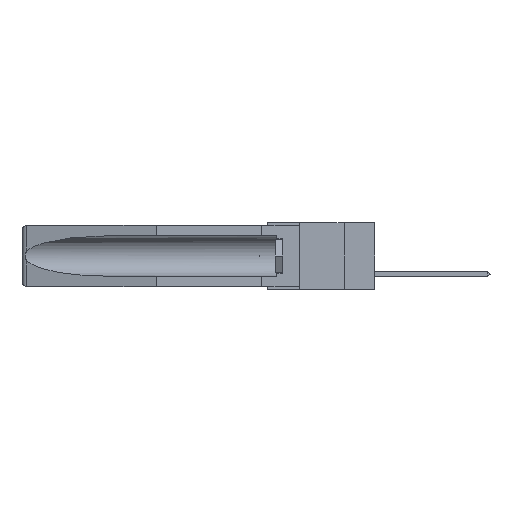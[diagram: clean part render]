
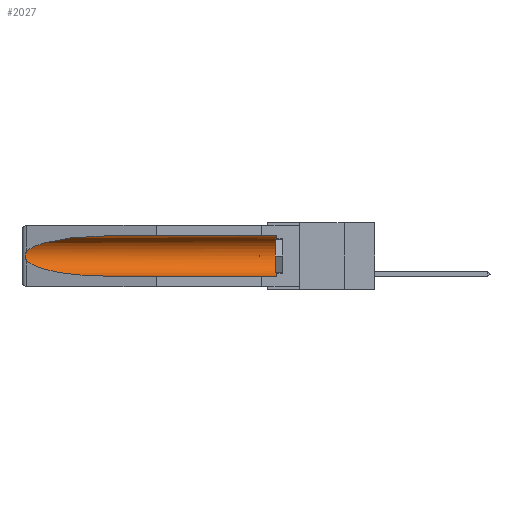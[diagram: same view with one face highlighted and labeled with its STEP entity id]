
A CAD part, left-side view. The second image highlights one B-rep face of the part: STEP entity #2027.
In plain terms, the highlighted cylindrical face has radius 2.857 mm (diameter 5.715 mm), a partial arc.
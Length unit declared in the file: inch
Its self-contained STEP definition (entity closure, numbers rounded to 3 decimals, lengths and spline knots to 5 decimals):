
#292 = CARTESIAN_POINT ( 'NONE',  ( 0.21114, 1.30732, -0.059 ) ) ;
#304 = LINE ( 'NONE', #29741, #30147 ) ;
#1799 = CARTESIAN_POINT ( 'NONE',  ( 0.155, 1.07973, -0.284 ) ) ;
#2027 = ADVANCED_FACE ( 'NONE', ( #30449 ), #32916, .F. ) ;
#2245 = CIRCLE ( 'NONE', #6504, 0.1125 ) ;
#3957 = B_SPLINE_CURVE_WITH_KNOTS ( 'NONE', 3,
 ( #33315, #6738, #14606, #31350, #27797, #15458, #20497, #25096, #9486, #14835 ),
 .UNSPECIFIED., .F., .F.,
 ( 4, 2, 2, 2, 4 ),
 ( 0., 0.00029, 0.00058, 0.00087, 0.00117 ),
 .UNSPECIFIED. ) ;
#4092 = EDGE_CURVE ( 'NONE', #12540, #16390, #20962, .T. ) ;
#4264 = EDGE_CURVE ( 'NONE', #32169, #32537, #3957, .T. ) ;
#4557 = CARTESIAN_POINT ( 'NONE',  ( 0.155, 0.126, -0.1715 ) ) ;
#6504 = AXIS2_PLACEMENT_3D ( 'NONE', #4557, #20415, #30903 ) ;
#6676 = VECTOR ( 'NONE', #18858, 39.37008 ) ;
#6738 = CARTESIAN_POINT ( 'NONE',  ( 0.26597, 1.52961, -0.15275 ) ) ;
#8194 = DIRECTION ( 'NONE',  ( 0., 0., 1. ) ) ;
#8877 = VERTEX_POINT ( 'NONE', #14396 ) ;
#9486 = CARTESIAN_POINT ( 'NONE',  ( 0.26597, 1.5296, -0.19026 ) ) ;
#9552 = ORIENTED_EDGE ( 'NONE', *, *, #27094, .T. ) ;
#11113 = CARTESIAN_POINT ( 'NONE',  ( 0.155, -0.30754, -0.284 ) ) ;
#11841 = ORIENTED_EDGE ( 'NONE', *, *, #21943, .T. ) ;
#12146 =( BOUNDED_CURVE ( )  B_SPLINE_CURVE ( 3, ( #25295, #12512, #32831, #1799 ),
 .UNSPECIFIED., .F., .T. ) 
 B_SPLINE_CURVE_WITH_KNOTS ( ( 4, 4 ),
 ( 0.1948, 1.5708 ),
 .UNSPECIFIED. ) 
 CURVE ( )  GEOMETRIC_REPRESENTATION_ITEM ( )  RATIONAL_B_SPLINE_CURVE ( ( 1., 0.848, 0.848, 1. ) ) 
 REPRESENTATION_ITEM ( '' )  );
#12215 =( BOUNDED_CURVE ( )  B_SPLINE_CURVE ( 3, ( #24251, #292, #31690, #16039 ),
 .UNSPECIFIED., .F., .F. ) 
 B_SPLINE_CURVE_WITH_KNOTS ( ( 4, 4 ),
 ( 4.71239, 6.08839 ),
 .UNSPECIFIED. ) 
 CURVE ( )  GEOMETRIC_REPRESENTATION_ITEM ( )  RATIONAL_B_SPLINE_CURVE ( ( 1., 0.848, 0.848, 1. ) ) 
 REPRESENTATION_ITEM ( '' )  );
#12512 = CARTESIAN_POINT ( 'NONE',  ( 0.25451, 1.48313, -0.24835 ) ) ;
#12540 = VERTEX_POINT ( 'NONE', #29505 ) ;
#13203 = DIRECTION ( 'NONE',  ( 0., 1., 0. ) ) ;
#13527 = AXIS2_PLACEMENT_3D ( 'NONE', #28827, #13203, #8194 ) ;
#14123 = DIRECTION ( 'NONE',  ( 0., 1., 0. ) ) ;
#14396 = CARTESIAN_POINT ( 'NONE',  ( 0.155, 1.07973, -0.059 ) ) ;
#14606 = CARTESIAN_POINT ( 'NONE',  ( 0.26654, 1.53092, -0.15636 ) ) ;
#14727 = ORIENTED_EDGE ( 'NONE', *, *, #19770, .T. ) ;
#14835 = CARTESIAN_POINT ( 'NONE',  ( 0.26537, 1.52718, -0.19328 ) ) ;
#15458 = CARTESIAN_POINT ( 'NONE',  ( 0.2675, 1.53308, -0.17534 ) ) ;
#16039 = CARTESIAN_POINT ( 'NONE',  ( 0.26537, 1.52718, -0.14972 ) ) ;
#16068 = EDGE_CURVE ( 'NONE', #12540, #26395, #2245, .T. ) ;
#16388 = EDGE_LOOP ( 'NONE', ( #11841, #33607, #9552, #21922, #20525, #14727 ) ) ;
#16390 = VERTEX_POINT ( 'NONE', #30759 ) ;
#16521 = CARTESIAN_POINT ( 'NONE',  ( 0.26537, 1.52718, -0.19328 ) ) ;
#18858 = DIRECTION ( 'NONE',  ( 0., 1., 0. ) ) ;
#19770 = EDGE_CURVE ( 'NONE', #26395, #8877, #304, .T. ) ;
#20415 = DIRECTION ( 'NONE',  ( 0., -1., 0. ) ) ;
#20497 = CARTESIAN_POINT ( 'NONE',  ( 0.2673, 1.53269, -0.17917 ) ) ;
#20525 = ORIENTED_EDGE ( 'NONE', *, *, #16068, .T. ) ;
#20962 = LINE ( 'NONE', #11113, #6676 ) ;
#21922 = ORIENTED_EDGE ( 'NONE', *, *, #4092, .F. ) ;
#21943 = EDGE_CURVE ( 'NONE', #8877, #32169, #12215, .T. ) ;
#24251 = CARTESIAN_POINT ( 'NONE',  ( 0.155, 1.07973, -0.059 ) ) ;
#25096 = CARTESIAN_POINT ( 'NONE',  ( 0.26655, 1.53094, -0.18657 ) ) ;
#25295 = CARTESIAN_POINT ( 'NONE',  ( 0.26537, 1.52718, -0.19328 ) ) ;
#26395 = VERTEX_POINT ( 'NONE', #27093 ) ;
#27093 = CARTESIAN_POINT ( 'NONE',  ( 0.155, 0.126, -0.059 ) ) ;
#27094 = EDGE_CURVE ( 'NONE', #32537, #16390, #12146, .T. ) ;
#27797 = CARTESIAN_POINT ( 'NONE',  ( 0.2675, 1.53308, -0.16763 ) ) ;
#28376 = CARTESIAN_POINT ( 'NONE',  ( 0.26537, 1.52718, -0.14972 ) ) ;
#28827 = CARTESIAN_POINT ( 'NONE',  ( 0.155, -0.30754, -0.1715 ) ) ;
#29505 = CARTESIAN_POINT ( 'NONE',  ( 0.155, 0.126, -0.284 ) ) ;
#29741 = CARTESIAN_POINT ( 'NONE',  ( 0.155, -0.30754, -0.059 ) ) ;
#30147 = VECTOR ( 'NONE', #14123, 39.37008 ) ;
#30449 = FACE_OUTER_BOUND ( 'NONE', #16388, .T. ) ;
#30759 = CARTESIAN_POINT ( 'NONE',  ( 0.155, 1.07973, -0.284 ) ) ;
#30903 = DIRECTION ( 'NONE',  ( 0., 0., 1. ) ) ;
#31350 = CARTESIAN_POINT ( 'NONE',  ( 0.2673, 1.5327, -0.16383 ) ) ;
#31690 = CARTESIAN_POINT ( 'NONE',  ( 0.25451, 1.48313, -0.09465 ) ) ;
#32169 = VERTEX_POINT ( 'NONE', #28376 ) ;
#32537 = VERTEX_POINT ( 'NONE', #16521 ) ;
#32831 = CARTESIAN_POINT ( 'NONE',  ( 0.21114, 1.30732, -0.284 ) ) ;
#32916 = CYLINDRICAL_SURFACE ( 'NONE', #13527, 0.1125 ) ;
#33315 = CARTESIAN_POINT ( 'NONE',  ( 0.26537, 1.52718, -0.14972 ) ) ;
#33607 = ORIENTED_EDGE ( 'NONE', *, *, #4264, .T. ) ;
